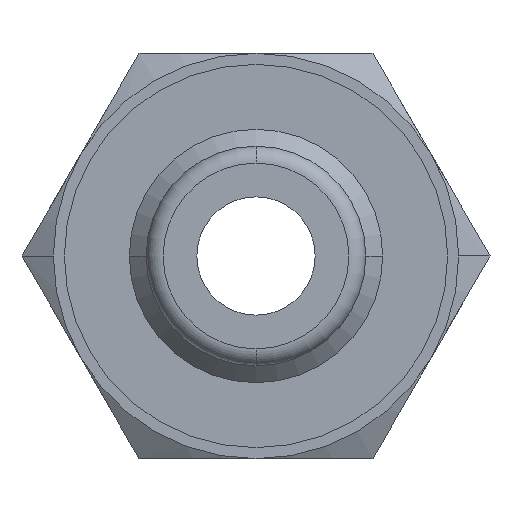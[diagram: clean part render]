
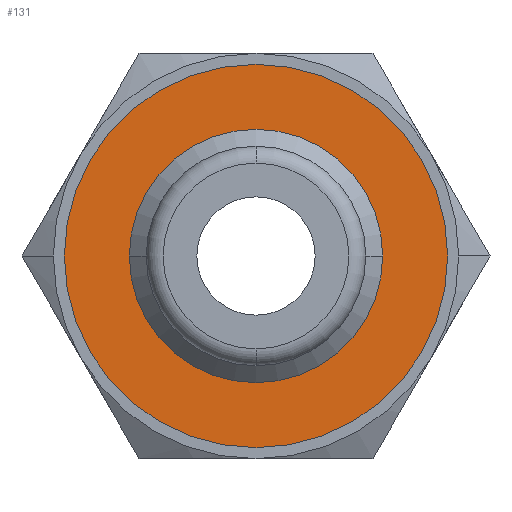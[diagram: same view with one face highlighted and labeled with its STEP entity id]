
A CAD part, front view. The second image highlights one B-rep face of the part: STEP entity #131.
In plain terms, the highlighted planar face has unit normal (0, -1, 0).
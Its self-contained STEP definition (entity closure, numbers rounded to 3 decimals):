
#131=ADVANCED_FACE('',(#319,#320),#321,.T.);
#319=FACE_OUTER_BOUND('',#568,.T.);
#320=FACE_BOUND('',#569,.T.);
#321=PLANE('',#570);
#568=EDGE_LOOP('',(#888,#889));
#569=EDGE_LOOP('',(#890,#891));
#570=AXIS2_PLACEMENT_3D('',#892,#893,#894);
#888=ORIENTED_EDGE('',*,*,#1464,.T.);
#889=ORIENTED_EDGE('',*,*,#1465,.T.);
#890=ORIENTED_EDGE('',*,*,#1425,.F.);
#891=ORIENTED_EDGE('',*,*,#1461,.F.);
#892=CARTESIAN_POINT('',(0.0,21.5,0.0));
#893=DIRECTION('',(0.0,-1.0,0.0));
#894=DIRECTION('',(-1.0,0.0,0.0));
#1425=EDGE_CURVE('',#1683,#1679,#1685,.T.);
#1461=EDGE_CURVE('',#1679,#1683,#1747,.T.);
#1464=EDGE_CURVE('',#1750,#1751,#1752,.T.);
#1465=EDGE_CURVE('',#1751,#1750,#1753,.T.);
#1679=VERTEX_POINT('',#2072);
#1683=VERTEX_POINT('',#2077);
#1685=CIRCLE('',#2080,7.5);
#1747=CIRCLE('',#2152,7.5);
#1750=VERTEX_POINT('',#2155);
#1751=VERTEX_POINT('',#2156);
#1752=CIRCLE('',#2157,11.35);
#1753=CIRCLE('',#2158,11.35);
#2072=CARTESIAN_POINT('',(7.5,21.5,0.));
#2077=CARTESIAN_POINT('',(-7.5,21.5,0.));
#2080=AXIS2_PLACEMENT_3D('',#2656,#2657,#2658);
#2152=AXIS2_PLACEMENT_3D('',#2723,#2724,#2725);
#2155=CARTESIAN_POINT('',(11.35,21.5,0.0));
#2156=CARTESIAN_POINT('',(-11.35,21.5,0.));
#2157=AXIS2_PLACEMENT_3D('',#2729,#2730,#2731);
#2158=AXIS2_PLACEMENT_3D('',#2732,#2733,#2734);
#2656=CARTESIAN_POINT('',(0.0,21.5,0.0));
#2657=DIRECTION('',(0.0,-1.0,0.0));
#2658=DIRECTION('',(1.0,0.0,0.0));
#2723=CARTESIAN_POINT('',(0.0,21.5,0.0));
#2724=DIRECTION('',(0.0,-1.0,0.0));
#2725=DIRECTION('',(1.0,0.0,0.0));
#2729=CARTESIAN_POINT('',(0.0,21.5,0.0));
#2730=DIRECTION('',(0.0,-1.0,0.0));
#2731=DIRECTION('',(1.0,0.0,0.0));
#2732=CARTESIAN_POINT('',(0.0,21.5,0.0));
#2733=DIRECTION('',(0.0,-1.0,0.0));
#2734=DIRECTION('',(1.0,0.0,0.0));
